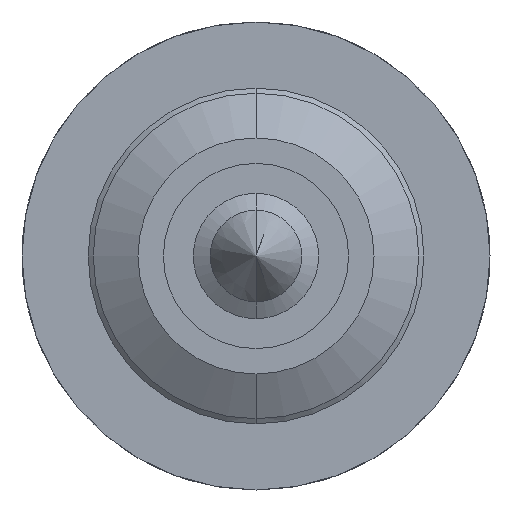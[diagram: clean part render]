
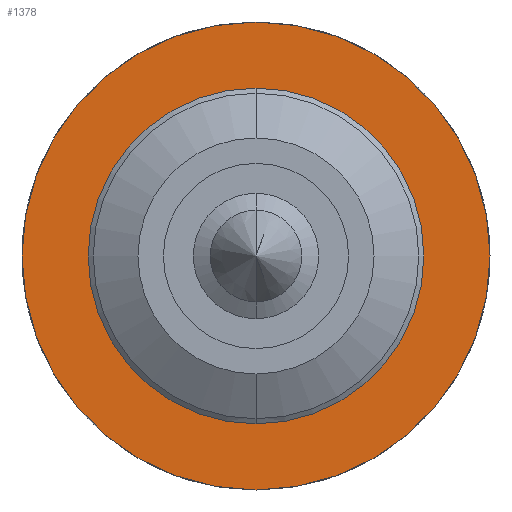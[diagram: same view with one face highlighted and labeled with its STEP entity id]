
A CAD part, front view. The second image highlights one B-rep face of the part: STEP entity #1378.
In plain terms, the highlighted planar face has unit normal (0, -1, 0).
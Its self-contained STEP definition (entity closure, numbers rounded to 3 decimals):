
#11 = CARTESIAN_POINT ( 'NONE',  ( 0., -2., 0.825 ) ) ;
#153 = DIRECTION ( 'NONE',  ( 0., 1., 0. ) ) ;
#185 = DIRECTION ( 'NONE',  ( 0., 0., 1. ) ) ;
#403 = CIRCLE ( 'NONE', #2319, 0.825 ) ;
#630 = DIRECTION ( 'NONE',  ( 0., 0., 1. ) ) ;
#679 = CARTESIAN_POINT ( 'NONE',  ( 0., -2., 1.15 ) ) ;
#933 = VERTEX_POINT ( 'NONE', #679 ) ;
#1082 = DIRECTION ( 'NONE',  ( 0., 1., 0. ) ) ;
#1365 = AXIS2_PLACEMENT_3D ( 'NONE', #2207, #2568, #185 ) ;
#1366 = DIRECTION ( 'NONE',  ( 0., 0., 1. ) ) ;
#1378 = ADVANCED_FACE ( 'Defeature ausgef�hrt2_6', ( #4239, #3672 ), #1389, .F. ) ;
#1389 = PLANE ( 'NONE',  #2289 ) ;
#1395 = CIRCLE ( 'NONE', #1365, 1.15 ) ;
#1594 = AXIS2_PLACEMENT_3D ( 'NONE', #3313, #2619, #630 ) ;
#1757 = CARTESIAN_POINT ( 'NONE',  ( 1.15, -2., 0. ) ) ;
#1800 = VERTEX_POINT ( 'NONE', #4006 ) ;
#1986 = VERTEX_POINT ( 'NONE', #3444 ) ;
#2101 = ORIENTED_EDGE ( 'NONE', *, *, #3356, .T. ) ;
#2207 = CARTESIAN_POINT ( 'NONE',  ( 0., -2., 0. ) ) ;
#2221 = CIRCLE ( 'NONE', #3600, 1.15 ) ;
#2289 = AXIS2_PLACEMENT_3D ( 'NONE', #1757, #3061, #1366 ) ;
#2302 = VERTEX_POINT ( 'NONE', #11 ) ;
#2319 = AXIS2_PLACEMENT_3D ( 'NONE', #3116, #1082, #3452 ) ;
#2337 = CIRCLE ( 'NONE', #1594, 0.825 ) ;
#2568 = DIRECTION ( 'NONE',  ( 0., 1., 0. ) ) ;
#2619 = DIRECTION ( 'NONE',  ( 0., 1., 0. ) ) ;
#2817 = DIRECTION ( 'NONE',  ( 0., 0., 1. ) ) ;
#3061 = DIRECTION ( 'NONE',  ( 0., 1., 0. ) ) ;
#3067 = EDGE_CURVE ( 'Defeature ausgef�hrt2_5+Defeature ausgef�hrt2_6+Defeature ausgef�hrt2_6+Defeature ausgef�hrt2_6', #1800, #933, #2221, .T. ) ;
#3116 = CARTESIAN_POINT ( 'NONE',  ( 0., -2., 0. ) ) ;
#3174 = CARTESIAN_POINT ( 'NONE',  ( 0., -2., 0. ) ) ;
#3313 = CARTESIAN_POINT ( 'NONE',  ( 0., -2., 0. ) ) ;
#3356 = EDGE_CURVE ( 'Defeature ausgef�hrt2_6+Defeature ausgef�hrt2_4+Defeature ausgef�hrt2_4+Defeature ausgef�hrt2_4', #1986, #2302, #2337, .T. ) ;
#3437 = EDGE_CURVE ( 'Defeature ausgef�hrt2_5+Defeature ausgef�hrt2_6+Defeature ausgef�hrt2_6+Defeature ausgef�hrt2_6', #933, #1800, #1395, .T. ) ;
#3444 = CARTESIAN_POINT ( 'NONE',  ( 0., -2., -0.825 ) ) ;
#3452 = DIRECTION ( 'NONE',  ( 0., 0., 1. ) ) ;
#3600 = AXIS2_PLACEMENT_3D ( 'NONE', #3174, #153, #2817 ) ;
#3672 = FACE_BOUND ( 'NONE', #3784, .T. ) ;
#3783 = ORIENTED_EDGE ( 'NONE', *, *, #3437, .F. ) ;
#3784 = EDGE_LOOP ( 'NONE', ( #3904, #2101 ) ) ;
#3786 = EDGE_CURVE ( 'Defeature ausgef�hrt2_6+Defeature ausgef�hrt2_4+Defeature ausgef�hrt2_4+Defeature ausgef�hrt2_4', #2302, #1986, #403, .T. ) ;
#3904 = ORIENTED_EDGE ( 'NONE', *, *, #3786, .T. ) ;
#3916 = EDGE_LOOP ( 'NONE', ( #3783, #4095 ) ) ;
#4006 = CARTESIAN_POINT ( 'NONE',  ( 0., -2., -1.15 ) ) ;
#4095 = ORIENTED_EDGE ( 'NONE', *, *, #3067, .F. ) ;
#4239 = FACE_OUTER_BOUND ( 'NONE', #3916, .T. ) ;
